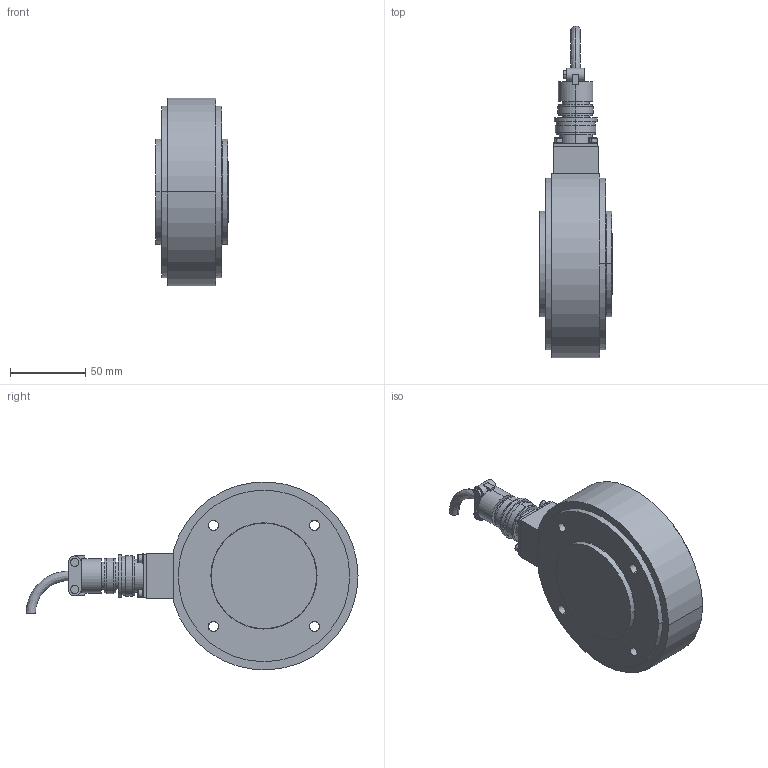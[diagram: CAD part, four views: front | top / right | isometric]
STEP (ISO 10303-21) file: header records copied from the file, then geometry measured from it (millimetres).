
FILE_DESCRIPTION (( 'STEP AP203' ), '1' );
FILE_NAME ('130124.6_stp_-.step', '2020-02-21T10:52:27', ( '' ), ( '' ), 'SwSTEP 2.0', 'SolidWorks 2018', '' );
FILE_SCHEMA (( 'CONFIG_CONTROL_DESIGN' ));
Length unit declared in the file: millimetre
Products named in the file (11): Zyl-Schr DIN912_M3x25; 130124.6_stp_-; Si-Ring DIN472_D52x2; 130124.5_stp_01; 130124.8_01; PKL_1205_01; 130124.7_01; FLANSCHDOSE_14S-2P_4-POLIG; Federringe_DIN127A_M03; 49026_01; 31101677_V-032A
Assembly tree (16 placements, depth 2):
  130124.6_stp_-
    130124.5_stp_01
    130124.7_01
    130124.8_01
    Federringe_DIN127A_M03  x4
    Zyl-Schr DIN912_M3x25  x4
    Si-Ring DIN472_D52x2
    FLANSCHDOSE_14S-2P_4-POLIG
    31101677_V-032A
    49026_01
    PKL_1205_01
Bounding box: 48.5 x 220.65 x 124.9 mm (x, y, z)
Volume: 448253.9 mm3; surface area: 128239.9 mm2
Topology: 41 solids, 41 shells, 455 faces, 1114 edges, 717 vertices
Faces by surface type: cylinder 213, plane 122, sphere 50, torus 36, cone 32, bspline 2
Entity records: 12565 total; most frequent: DIRECTION 2184, CARTESIAN_POINT 2041, ORIENTED_EDGE 1704, AXIS2_PLACEMENT_3D 938, EDGE_CURVE 852, VERTEX_POINT 569, CIRCLE 538, EDGE_LOOP 483
